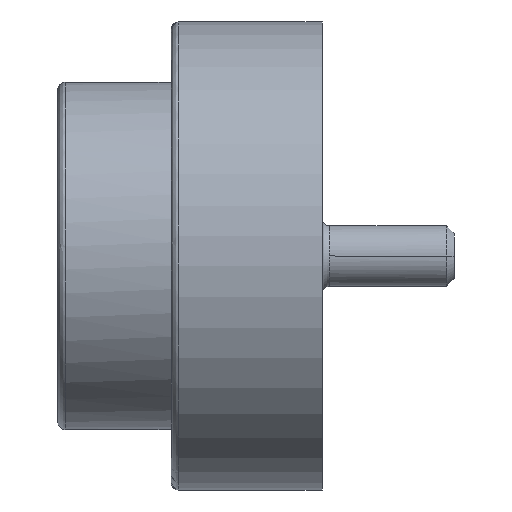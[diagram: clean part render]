
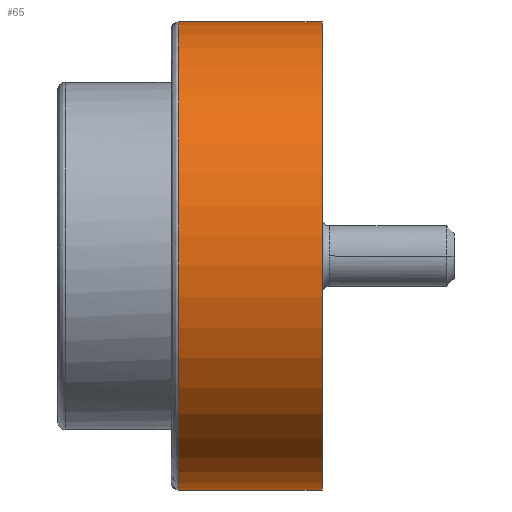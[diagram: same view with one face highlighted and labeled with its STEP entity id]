
A CAD part, left-side view. The second image highlights one B-rep face of the part: STEP entity #65.
In plain terms, the highlighted free-form (B-spline) face has degree [2, 1] with [5, 2] control points.
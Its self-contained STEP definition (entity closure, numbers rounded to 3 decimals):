
#65=ADVANCED_FACE('',(#254),#4822,.T.);
#254=FACE_OUTER_BOUND('',#430,.T.);
#430=EDGE_LOOP('',(#697,#698,#699,#700));
#697=ORIENTED_EDGE('',*,*,#3944,.F.);
#698=ORIENTED_EDGE('',*,*,#3867,.F.);
#699=ORIENTED_EDGE('',*,*,#3939,.F.);
#700=ORIENTED_EDGE('',*,*,#3946,.T.);
#1382=B_SPLINE_CURVE_WITH_KNOTS('',1,(#6515,#6516),.UNSPECIFIED.,.F.,.F.,
(2,2),(-1.9,0.),.UNSPECIFIED.);
#1392=B_SPLINE_CURVE_WITH_KNOTS('',1,(#6550,#6551),.UNSPECIFIED.,.F.,.F.,
(2,2),(0.,1.9),.UNSPECIFIED.);
#1394=B_SPLINE_CURVE_WITH_KNOTS('',1,(#6558,#6559),.UNSPECIFIED.,.F.,.F.,
(2,2),(0.,1.9),.UNSPECIFIED.);
#1395=B_SPLINE_CURVE_WITH_KNOTS('',1,(#6560,#6561),.UNSPECIFIED.,.F.,.F.,
(2,2),(0.,7.226),.UNSPECIFIED.);
#1396=B_SPLINE_CURVE_WITH_KNOTS('',1,(#6562,#6563),.UNSPECIFIED.,.F.,.F.,
(2,2),(-1.9,0.),.UNSPECIFIED.);
#1397=B_SPLINE_CURVE_WITH_KNOTS('',1,(#6569,#6570),.UNSPECIFIED.,.F.,.F.,
(2,2),(-9.425,0.),.UNSPECIFIED.);
#1415=B_SPLINE_CURVE_WITH_KNOTS('',1,(#6654,#6655),.UNSPECIFIED.,.F.,.F.,
(2,2),(-9.425,0.),.UNSPECIFIED.);
#2053=PCURVE('',#4910,#2778);
#2152=PCURVE('',#4819,#2877);
#2162=PCURVE('',#4821,#2887);
#2164=PCURVE('',#4822,#2889);
#2165=PCURVE('',#4822,#2890);
#2166=PCURVE('',#4822,#2891);
#2167=PCURVE('',#4822,#2892);
#2188=PCURVE('',#4826,#2913);
#2778=DEFINITIONAL_REPRESENTATION('',(#4232),#12310);
#2877=DEFINITIONAL_REPRESENTATION('',(#1382),#12310);
#2887=DEFINITIONAL_REPRESENTATION('',(#1392),#12310);
#2889=DEFINITIONAL_REPRESENTATION('',(#1394),#12310);
#2890=DEFINITIONAL_REPRESENTATION('',(#1395),#12310);
#2891=DEFINITIONAL_REPRESENTATION('',(#1396),#12310);
#2892=DEFINITIONAL_REPRESENTATION('',(#1397),#12310);
#2913=DEFINITIONAL_REPRESENTATION('',(#1415),#12310);
#3503=SURFACE_CURVE('',#4231,(#2053,#2165),.PCURVE_S1.);
#3575=SURFACE_CURVE('',#4331,(#2152,#2166),.PCURVE_S1.);
#3580=SURFACE_CURVE('',#4336,(#2162,#2164),.PCURVE_S1.);
#3582=SURFACE_CURVE('',#4338,(#2167,#2188),.PCURVE_S1.);
#3867=EDGE_CURVE('',#4578,#4581,#3503,.T.);
#3939=EDGE_CURVE('',#4605,#4578,#3575,.T.);
#3944=EDGE_CURVE('',#4581,#4608,#3580,.T.);
#3946=EDGE_CURVE('',#4605,#4608,#3582,.T.);
#4231=(
BOUNDED_CURVE()
B_SPLINE_CURVE(2,(#5841,#5842,#5843,#5844,#5845),.UNSPECIFIED.,.F.,.F.)
B_SPLINE_CURVE_WITH_KNOTS((3,2,3),(0.,3.613,7.226),
 .UNSPECIFIED.)
CURVE()
GEOMETRIC_REPRESENTATION_ITEM()
RATIONAL_B_SPLINE_CURVE((1.,0.707,1.,0.707,1.))
REPRESENTATION_ITEM('')
);
#4232=(
BOUNDED_CURVE()
B_SPLINE_CURVE(2,(#5846,#5847,#5848,#5849,#5850),.UNSPECIFIED.,.F.,.F.)
B_SPLINE_CURVE_WITH_KNOTS((3,2,3),(0.,3.613,7.226),
 .UNSPECIFIED.)
CURVE()
GEOMETRIC_REPRESENTATION_ITEM()
RATIONAL_B_SPLINE_CURVE((1.,0.707,1.,0.707,1.))
REPRESENTATION_ITEM('')
);
#4331=(
BOUNDED_CURVE()
B_SPLINE_CURVE(1,(#6513,#6514),.UNSPECIFIED.,.F.,.F.)
B_SPLINE_CURVE_WITH_KNOTS((2,2),(-1.9,0.),.UNSPECIFIED.)
CURVE()
GEOMETRIC_REPRESENTATION_ITEM()
RATIONAL_B_SPLINE_CURVE((1.,1.))
REPRESENTATION_ITEM('')
);
#4336=(
BOUNDED_CURVE()
B_SPLINE_CURVE(1,(#6548,#6549),.UNSPECIFIED.,.F.,.F.)
B_SPLINE_CURVE_WITH_KNOTS((2,2),(0.,1.9),.UNSPECIFIED.)
CURVE()
GEOMETRIC_REPRESENTATION_ITEM()
RATIONAL_B_SPLINE_CURVE((1.,1.))
REPRESENTATION_ITEM('')
);
#4338=(
BOUNDED_CURVE()
B_SPLINE_CURVE(2,(#6564,#6565,#6566,#6567,#6568),.UNSPECIFIED.,.F.,.F.)
B_SPLINE_CURVE_WITH_KNOTS((3,2,3),(-9.425,-4.712,0.),
 .UNSPECIFIED.)
CURVE()
GEOMETRIC_REPRESENTATION_ITEM()
RATIONAL_B_SPLINE_CURVE((1.,0.707,1.,0.707,1.))
REPRESENTATION_ITEM('')
);
#4578=VERTEX_POINT('',#5748);
#4581=VERTEX_POINT('',#5751);
#4605=VERTEX_POINT('',#5775);
#4608=VERTEX_POINT('',#5778);
#4819=(
BOUNDED_SURFACE()
B_SPLINE_SURFACE(2,1,((#5251,#5252),(#5253,#5254),(#5255,#5256)),
 .UNSPECIFIED.,.F.,.F.,.F.)
B_SPLINE_SURFACE_WITH_KNOTS((3,3),(2,2),(-36.251,-25.351),
(0.,2.),.UNSPECIFIED.)
GEOMETRIC_REPRESENTATION_ITEM()
RATIONAL_B_SPLINE_SURFACE(((1.,1.),(1.,1.),(1.,1.)))
REPRESENTATION_ITEM('')
SURFACE()
);
#4821=(
BOUNDED_SURFACE()
B_SPLINE_SURFACE(2,1,((#5267,#5268),(#5269,#5270),(#5271,#5272)),
 .UNSPECIFIED.,.F.,.F.,.F.)
B_SPLINE_SURFACE_WITH_KNOTS((3,3),(2,2),(-18.126,-7.226),
(0.,2.),.UNSPECIFIED.)
GEOMETRIC_REPRESENTATION_ITEM()
RATIONAL_B_SPLINE_SURFACE(((1.,1.),(1.,1.),(1.,1.)))
REPRESENTATION_ITEM('')
SURFACE()
);
#4822=(
BOUNDED_SURFACE()
B_SPLINE_SURFACE(2,1,((#5273,#5274),(#5275,#5276),(#5277,#5278),(#5279,
#5280),(#5281,#5282)),.UNSPECIFIED.,.F.,.F.,.F.)
B_SPLINE_SURFACE_WITH_KNOTS((3,2,3),(2,2),(-7.226,-3.613,
0.),(0.,2.),.UNSPECIFIED.)
GEOMETRIC_REPRESENTATION_ITEM()
RATIONAL_B_SPLINE_SURFACE(((1.,1.),(0.707,0.707),
(1.,1.),(0.707,0.707),(1.,1.)))
REPRESENTATION_ITEM('')
SURFACE()
);
#4826=(
BOUNDED_SURFACE()
B_SPLINE_SURFACE(2,2,((#5314,#5315,#5316),(#5317,#5318,#5319),(#5320,#5321,
#5322),(#5323,#5324,#5325),(#5326,#5327,#5328)),.UNSPECIFIED.,.F.,.F.,.F.)
B_SPLINE_SURFACE_WITH_KNOTS((3,2,3),(3,3),(0.,4.712,9.425),
(0.,0.157),.UNSPECIFIED.)
GEOMETRIC_REPRESENTATION_ITEM()
RATIONAL_B_SPLINE_SURFACE(((1.,0.707,1.),(0.707,
0.5,0.707),(1.,0.707,1.),(0.707,
0.5,0.707),(1.,0.707,1.)))
REPRESENTATION_ITEM('')
SURFACE()
);
#4910=B_SPLINE_SURFACE_WITH_KNOTS('',1,1,((#5065,#5066),(#5067,#5068)),
 .UNSPECIFIED.,.F.,.F.,.F.,(2,2),(2,2),(-5.875,1.875),(-16.138,5.238),
 .UNSPECIFIED.);
#5065=CARTESIAN_POINT('',(13.228,0.,-3.875));
#5066=CARTESIAN_POINT('',(-8.147,0.,-3.875));
#5067=CARTESIAN_POINT('',(13.228,0.,3.875));
#5068=CARTESIAN_POINT('',(-8.147,0.,3.875));
#5251=CARTESIAN_POINT('',(-2.91,0.,3.1));
#5252=CARTESIAN_POINT('',(-2.91,2.,3.1));
#5253=CARTESIAN_POINT('',(2.54,0.,3.1));
#5254=CARTESIAN_POINT('',(2.54,2.,3.1));
#5255=CARTESIAN_POINT('',(7.99,0.,3.1));
#5256=CARTESIAN_POINT('',(7.99,2.,3.1));
#5267=CARTESIAN_POINT('',(7.99,0.,-3.1));
#5268=CARTESIAN_POINT('',(7.99,2.,-3.1));
#5269=CARTESIAN_POINT('',(2.54,0.,-3.1));
#5270=CARTESIAN_POINT('',(2.54,2.,-3.1));
#5271=CARTESIAN_POINT('',(-2.91,0.,-3.1));
#5272=CARTESIAN_POINT('',(-2.91,2.,-3.1));
#5273=CARTESIAN_POINT('',(-2.91,0.,-3.1));
#5274=CARTESIAN_POINT('',(-2.91,2.,-3.1));
#5275=CARTESIAN_POINT('',(-6.01,0.,-3.1));
#5276=CARTESIAN_POINT('',(-6.01,2.,-3.1));
#5277=CARTESIAN_POINT('',(-6.01,0.,0.));
#5278=CARTESIAN_POINT('',(-6.01,2.,0.));
#5279=CARTESIAN_POINT('',(-6.01,0.,3.1));
#5280=CARTESIAN_POINT('',(-6.01,2.,3.1));
#5281=CARTESIAN_POINT('',(-2.91,0.,3.1));
#5282=CARTESIAN_POINT('',(-2.91,2.,3.1));
#5314=CARTESIAN_POINT('',(-2.91,1.9,-3.1));
#5315=CARTESIAN_POINT('',(-2.91,2.,-3.1));
#5316=CARTESIAN_POINT('',(-2.91,2.,-3.));
#5317=CARTESIAN_POINT('',(-6.01,1.9,-3.1));
#5318=CARTESIAN_POINT('',(-6.01,2.,-3.1));
#5319=CARTESIAN_POINT('',(-5.91,2.,-3.));
#5320=CARTESIAN_POINT('',(-6.01,1.9,0.));
#5321=CARTESIAN_POINT('',(-6.01,2.,0.));
#5322=CARTESIAN_POINT('',(-5.91,2.,0.));
#5323=CARTESIAN_POINT('',(-6.01,1.9,3.1));
#5324=CARTESIAN_POINT('',(-6.01,2.,3.1));
#5325=CARTESIAN_POINT('',(-5.91,2.,3.));
#5326=CARTESIAN_POINT('',(-2.91,1.9,3.1));
#5327=CARTESIAN_POINT('',(-2.91,2.,3.1));
#5328=CARTESIAN_POINT('',(-2.91,2.,3.));
#5748=CARTESIAN_POINT('',(-2.91,0.,3.1));
#5751=CARTESIAN_POINT('',(-2.91,0.,-3.1));
#5775=CARTESIAN_POINT('',(-2.91,1.9,3.1));
#5778=CARTESIAN_POINT('',(-2.91,1.9,-3.1));
#5841=CARTESIAN_POINT('',(-2.91,0.,3.1));
#5842=CARTESIAN_POINT('',(-6.01,0.,3.1));
#5843=CARTESIAN_POINT('',(-6.01,0.,0.));
#5844=CARTESIAN_POINT('',(-6.01,0.,-3.1));
#5845=CARTESIAN_POINT('',(-2.91,0.,-3.1));
#5846=CARTESIAN_POINT('',(1.1,0.));
#5847=CARTESIAN_POINT('',(1.1,3.1));
#5848=CARTESIAN_POINT('',(-2.,3.1));
#5849=CARTESIAN_POINT('',(-5.1,3.1));
#5850=CARTESIAN_POINT('',(-5.1,0.));
#6513=CARTESIAN_POINT('',(-2.91,1.9,3.1));
#6514=CARTESIAN_POINT('',(-2.91,0.,3.1));
#6515=CARTESIAN_POINT('',(-36.251,1.9));
#6516=CARTESIAN_POINT('',(-36.251,0.));
#6548=CARTESIAN_POINT('',(-2.91,0.,-3.1));
#6549=CARTESIAN_POINT('',(-2.91,1.9,-3.1));
#6550=CARTESIAN_POINT('',(-7.226,0.));
#6551=CARTESIAN_POINT('',(-7.226,1.9));
#6558=CARTESIAN_POINT('',(-7.226,0.));
#6559=CARTESIAN_POINT('',(-7.226,1.9));
#6560=CARTESIAN_POINT('',(0.,0.));
#6561=CARTESIAN_POINT('',(-7.226,0.));
#6562=CARTESIAN_POINT('',(0.,1.9));
#6563=CARTESIAN_POINT('',(0.,0.));
#6564=CARTESIAN_POINT('',(-2.91,1.9,3.1));
#6565=CARTESIAN_POINT('',(-6.01,1.9,3.1));
#6566=CARTESIAN_POINT('',(-6.01,1.9,0.));
#6567=CARTESIAN_POINT('',(-6.01,1.9,-3.1));
#6568=CARTESIAN_POINT('',(-2.91,1.9,-3.1));
#6569=CARTESIAN_POINT('',(0.,1.9));
#6570=CARTESIAN_POINT('',(-7.226,1.9));
#6654=CARTESIAN_POINT('',(9.425,0.));
#6655=CARTESIAN_POINT('',(0.,0.));
#12310=(
GEOMETRIC_REPRESENTATION_CONTEXT(2)
PARAMETRIC_REPRESENTATION_CONTEXT()
REPRESENTATION_CONTEXT('pspace','')
);
